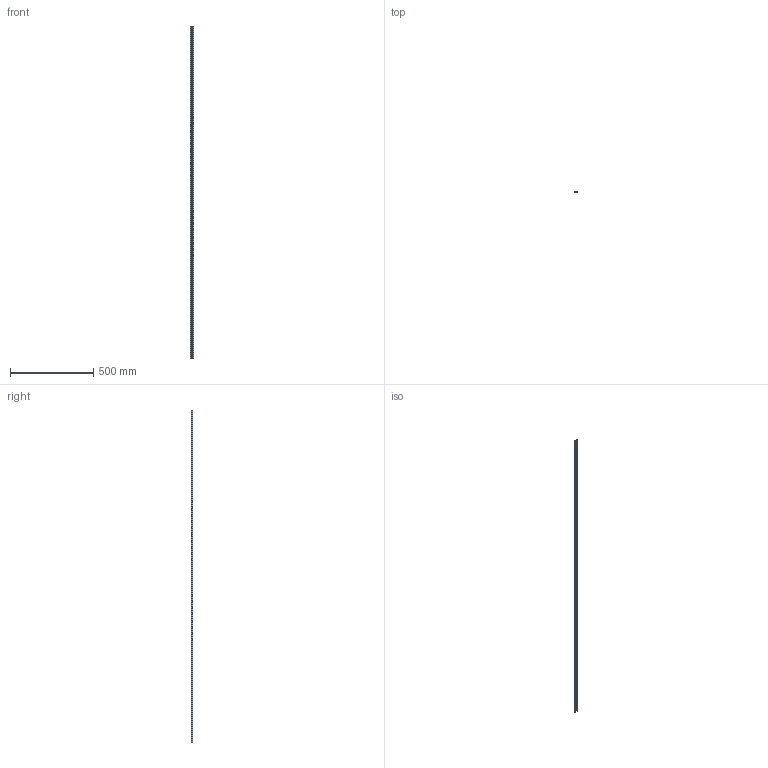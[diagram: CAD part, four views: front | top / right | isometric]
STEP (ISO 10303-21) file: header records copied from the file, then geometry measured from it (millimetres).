
FILE_DESCRIPTION (( 'STEP AP214' ), '1' );
FILE_NAME ('1106023.STEP', '2026-01-30T10:39:58', ( '' ), ( '' ), 'SwSTEP 2.0', 'SolidWorks 2024', '' );
FILE_SCHEMA (( 'AUTOMOTIVE_DESIGN' ));
Length unit declared in the file: millimetre
Products named in the file (1): 1106023
Bounding box: 20 x 8 x 2000 mm (x, y, z)
Volume: 55821.1 mm3; surface area: 159715.4 mm2
Topology: 1 solids, 1 shells, 878 faces, 2376 edges, 1500 vertices
Faces by surface type: plane 410, cylinder 388, cone 80
Entity records: 27903 total; most frequent: DIRECTION 4950, CARTESIAN_POINT 4755, ORIENTED_EDGE 4752, EDGE_CURVE 2376, AXIS2_PLACEMENT_3D 1695, LINE 1560, VECTOR 1560, VERTEX_POINT 1500
